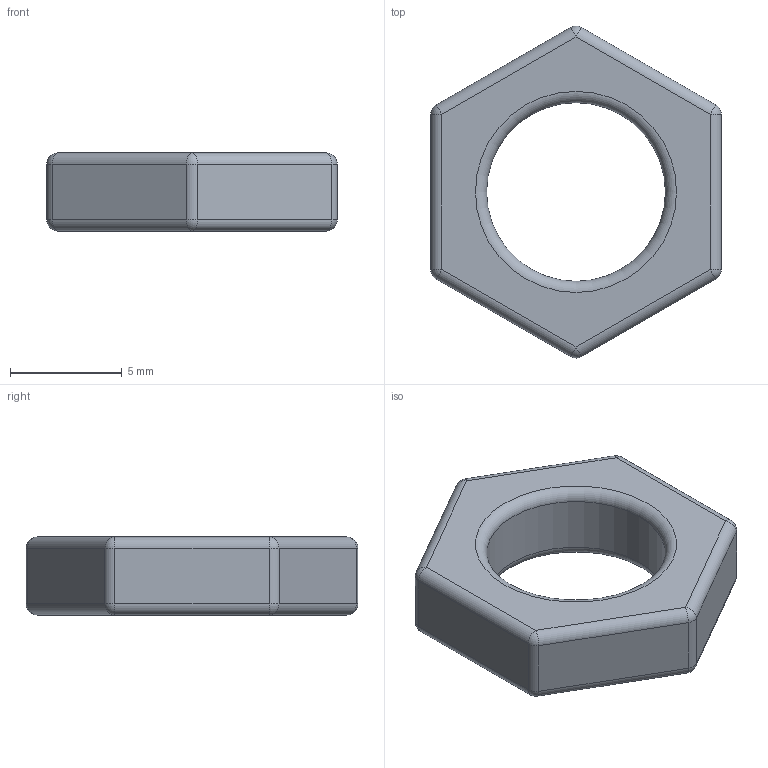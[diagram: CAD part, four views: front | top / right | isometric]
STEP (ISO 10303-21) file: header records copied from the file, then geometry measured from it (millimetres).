
FILE_DESCRIPTION(/* description */ (''),/* implementation_level */ '2;1');
FILE_NAME(/* name */ 'Nut 8 v4.stp',/* time_stamp */ '2020-12-05T18:15:27+01:00',/* author */ (''),/* organization */ (''),/* preprocessor_version */ 'ST-DEVELOPER v18.1',/* originating_system */ 'Autodesk Translation Framework v9.3.0.1241',/* authorisation */ '');
FILE_SCHEMA (('AUTOMOTIVE_DESIGN { 1 0 10303 214 3 1 1 }'));
Length unit declared in the file: millimetre
Products named in the file (1): Nut 8
Bounding box: 13 x 14.86 x 3.5 mm (x, y, z)
Volume: 328.5 mm3; surface area: 406.5 mm2
Topology: 1 solids, 1 shells, 41 faces, 81 edges, 42 vertices
Faces by surface type: cylinder 19, sphere 12, plane 8, torus 2
Full cylindrical faces by diameter (mm): 8 x1
Entity records: 1068 total; most frequent: DIRECTION 209, CARTESIAN_POINT 165, ORIENTED_EDGE 162, AXIS2_PLACEMENT_3D 86, EDGE_CURVE 81, CIRCLE 44, EDGE_LOOP 43, VERTEX_POINT 42
